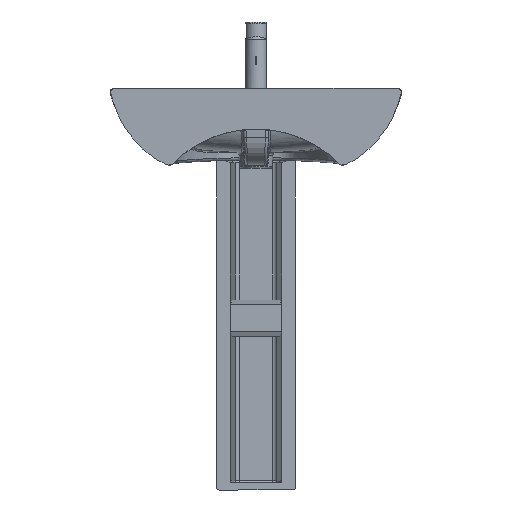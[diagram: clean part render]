
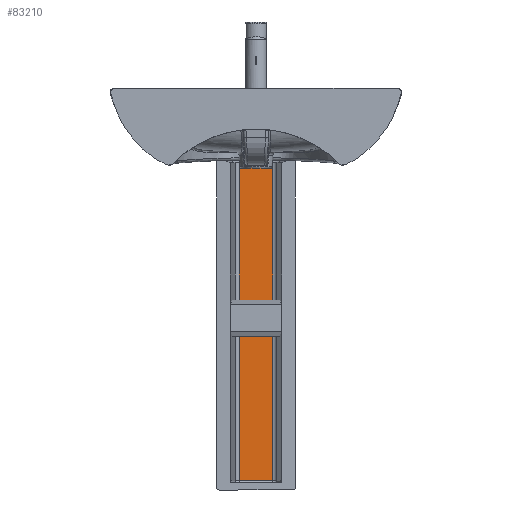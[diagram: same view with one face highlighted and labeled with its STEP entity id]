
A CAD part, left-side view. The second image highlights one B-rep face of the part: STEP entity #83210.
In plain terms, the highlighted free-form (B-spline) face has degree [5, 1] with [6, 2] control points.
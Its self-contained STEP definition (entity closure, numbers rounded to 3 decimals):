
#82556=CARTESIAN_POINT('',(284.435,37.41,-712.));
#82557=VERTEX_POINT('',#82556);
#82829=CARTESIAN_POINT('',(284.435,-37.41,-712.0));
#82830=VERTEX_POINT('',#82829);
#82838=CARTESIAN_POINT('',(284.435,-37.41,-712.0));
#82839=CARTESIAN_POINT('',(285.486,-24.874,-712.0));
#82840=CARTESIAN_POINT('',(286.097,-12.278,-712.0));
#82841=CARTESIAN_POINT('',(286.265,0.295,-712.0));
#82842=CARTESIAN_POINT('',(285.941,15.223,-712.0));
#82843=CARTESIAN_POINT('',(284.996,30.113,-712.0));
#82844=CARTESIAN_POINT('',(284.833,32.438,-712.0));
#82845=CARTESIAN_POINT('',(284.65,34.83,-712.0));
#82846=CARTESIAN_POINT('',(284.451,37.22,-712.0));
#82847=CARTESIAN_POINT('',(284.446,37.286,-712.0));
#82848=CARTESIAN_POINT('',(284.44,37.349,-712.0));
#82849=CARTESIAN_POINT('',(284.435,37.41,-712.0));
#82850=B_SPLINE_CURVE_WITH_KNOTS('',5,(#82838,#82839,#82840,#82841,#82842,#82843,#82844,#82845,#82846,#82847,#82848,#82849),.UNSPECIFIED.,.F.,.U.,(6,3,3,6),(436.364,546.128,566.451,567.049),.UNSPECIFIED.);
#82851=EDGE_CURVE('',#82557,#82830,#82850,.F.);
#83119=CARTESIAN_POINT('',(284.435,37.41,-4.0));
#83120=VERTEX_POINT('',#83119);
#83130=CARTESIAN_POINT('',(284.435,37.41,-4.0));
#83131=DIRECTION('',(0.0,0.0,-1.0));
#83132=VECTOR('',#83131,708.);
#83133=LINE('',#83130,#83132);
#83134=EDGE_CURVE('',#82557,#83120,#83133,.F.);
#83176=CARTESIAN_POINT('',(284.435,-37.41,-4.));
#83177=CARTESIAN_POINT('',(285.685,-22.494,-4.));
#83178=CARTESIAN_POINT('',(286.315,-7.478,-4.));
#83179=CARTESIAN_POINT('',(286.312,7.48,-4.));
#83180=CARTESIAN_POINT('',(285.686,22.492,-4.));
#83181=CARTESIAN_POINT('',(284.435,37.41,-4.));
#83182=CARTESIAN_POINT('',(284.435,-37.41,-712.0));
#83183=CARTESIAN_POINT('',(285.685,-22.494,-712.0));
#83184=CARTESIAN_POINT('',(286.315,-7.478,-712.0));
#83185=CARTESIAN_POINT('',(286.312,7.48,-712.0));
#83186=CARTESIAN_POINT('',(285.686,22.492,-712.0));
#83187=CARTESIAN_POINT('',(284.435,37.41,-712.0));
#83188=B_SPLINE_SURFACE_WITH_KNOTS('',5,1,((#83176,#83182),(#83177,#83183),(#83178,#83184),(#83179,#83185),(#83180,#83186),(#83181,#83187)),.UNSPECIFIED.,.F.,.F.,.U.,(6,6),(2,2),(315.569,423.178),(4.,712.0),.UNSPECIFIED.);
#83189=ORIENTED_EDGE('',*,*,#83134,.F.);
#83190=ORIENTED_EDGE('',*,*,#82851,.T.);
#83191=CARTESIAN_POINT('',(284.435,-37.41,-4.));
#83192=VERTEX_POINT('',#83191);
#83193=CARTESIAN_POINT('',(284.435,-37.41,-4.));
#83194=DIRECTION('',(0.0,0.0,-1.0));
#83195=VECTOR('',#83194,708.);
#83196=LINE('',#83193,#83195);
#83197=EDGE_CURVE('',#82830,#83192,#83196,.F.);
#83198=ORIENTED_EDGE('',*,*,#83197,.T.);
#83199=CARTESIAN_POINT('',(284.435,37.41,-4.0));
#83200=CARTESIAN_POINT('',(285.686,22.492,-4.0));
#83201=CARTESIAN_POINT('',(286.312,7.48,-4.0));
#83202=CARTESIAN_POINT('',(286.315,-7.478,-4.0));
#83203=CARTESIAN_POINT('',(285.685,-22.494,-4.0));
#83204=CARTESIAN_POINT('',(284.435,-37.41,-4.0));
#83205=B_SPLINE_CURVE_WITH_KNOTS('',5,(#83199,#83200,#83201,#83202,#83203,#83204),.UNSPECIFIED.,.F.,.U.,(6,6),(-53.703,53.906),.UNSPECIFIED.);
#83206=EDGE_CURVE('',#83192,#83120,#83205,.F.);
#83207=ORIENTED_EDGE('',*,*,#83206,.T.);
#83208=EDGE_LOOP('',(#83189,#83190,#83198,#83207));
#83209=FACE_OUTER_BOUND('',#83208,.T.);
#83210=ADVANCED_FACE('',(#83209),#83188,.T.);
